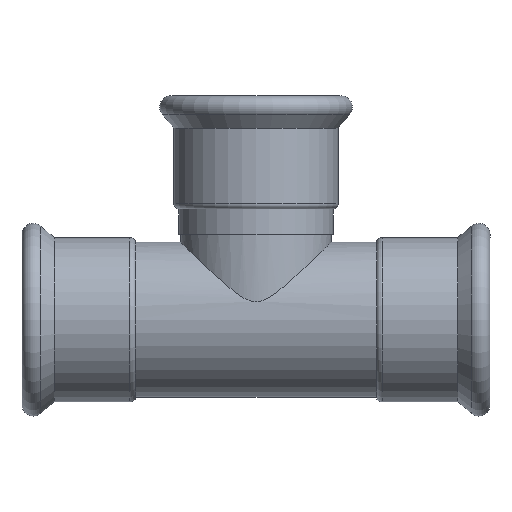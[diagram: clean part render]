
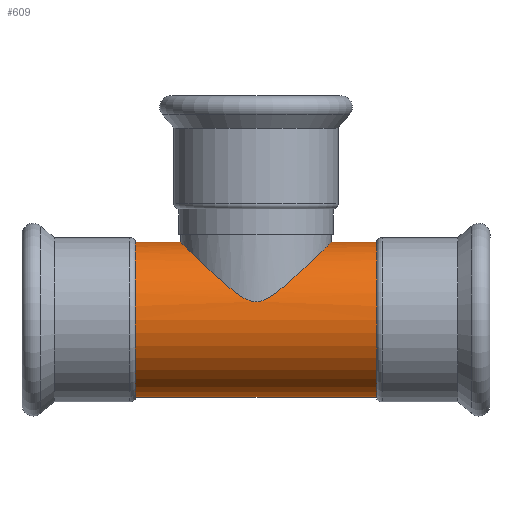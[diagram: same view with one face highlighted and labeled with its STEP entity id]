
A CAD part, front view. The second image highlights one B-rep face of the part: STEP entity #609.
In plain terms, the highlighted cylindrical face has radius 38.05 mm (diameter 76.1 mm), a full revolution.
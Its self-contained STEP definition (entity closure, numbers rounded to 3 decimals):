
#123=FACE_BOUND($,#216,.T.);
#124=FACE_BOUND($,#217,.T.);
#125=FACE_BOUND($,#218,.T.);
#170=B_SPLINE_CURVE_WITH_KNOTS($,3,(#1070,#1071,#1072,#1073,#1074,#1075,
#1076,#1077,#1078,#1079,#1080,#1081,#1082,#1083,#1084,#1085,#1086,#1087,
#1088,#1089,#1090,#1091,#1092,#1093,#1094,#1095,#1096,#1097,#1098,#1099,
#1100,#1101,#1102,#1103,#1104,#1105,#1106,#1107,#1108,#1109,#1110,#1111,
#1112,#1113,#1114,#1115,#1116,#1117,#1118,#1119,#1120,#1121,#1122,#1123,
#1124,#1125,#1126,#1127,#1128,#1129,#1130,#1131,#1132,#1133,#1134,#1135,
#1136,#1137,#1138,#1139,#1140,#1141,#1142,#1143,#1144,#1145,#1146,#1147,
#1148,#1149,#1150,#1151,#1152,#1153,#1154,#1155,#1156,#1157,#1158,#1159),
 .UNSPECIFIED.,.T.,.F.,(4,2,2,2,2,2,2,2,2,2,2,2,2,2,2,2,2,2,2,2,2,2,2,2,
2,2,2,2,2,2,2,2,2,2,2,2,2,2,2,2,2,2,2,2,4),(0.,0.226,0.452,
0.903,1.355,1.807,2.71,3.613,
4.374,5.134,5.895,6.655,7.415,
8.176,8.936,9.697,10.6,11.503,
11.955,12.407,12.858,13.084,13.31,
13.536,13.762,14.213,14.665,15.117,
16.02,16.923,17.684,18.444,19.205,
19.965,20.725,21.486,22.246,23.007,
23.91,24.813,25.265,25.717,26.168,
26.394,26.62),.UNSPECIFIED.);
#216=EDGE_LOOP($,(#469));
#217=EDGE_LOOP($,(#470));
#218=EDGE_LOOP($,(#471));
#305=CIRCLE($,#666,38.05);
#306=CIRCLE($,#667,38.05);
#351=VERTEX_POINT($,#1069);
#352=VERTEX_POINT($,#1160);
#353=VERTEX_POINT($,#1162);
#406=EDGE_CURVE($,#351,#351,#170,.T.);
#407=EDGE_CURVE($,#352,#352,#305,.T.);
#408=EDGE_CURVE($,#353,#353,#306,.T.);
#469=ORIENTED_EDGE($,*,*,#406,.T.);
#470=ORIENTED_EDGE($,*,*,#407,.F.);
#471=ORIENTED_EDGE($,*,*,#408,.T.);
#594=CYLINDRICAL_SURFACE($,#665,38.05);
#609=ADVANCED_FACE($,(#123,#124,#125),#594,.T.);
#665=AXIS2_PLACEMENT_3D($,#1068,#769,#770);
#666=AXIS2_PLACEMENT_3D($,#1161,#771,#772);
#667=AXIS2_PLACEMENT_3D($,#1163,#773,#774);
#769=DIRECTION('center_axis',(1.,0.,0.));
#770=DIRECTION('ref_axis',(0.,1.,0.));
#771=DIRECTION('center_axis',(1.,0.,0.));
#772=DIRECTION('ref_axis',(0.,1.,0.));
#773=DIRECTION('center_axis',(1.,0.,0.));
#774=DIRECTION('ref_axis',(0.,1.,0.));
#1068=CARTESIAN_POINT('Origin',(0.,0.,0.));
#1069=CARTESIAN_POINT('',(0.,37.,8.877));
#1070=CARTESIAN_POINT('Ctrl Pts',(0.,37.,8.877));
#1071=CARTESIAN_POINT('Ctrl Pts',(0.753,37.,8.877));
#1072=CARTESIAN_POINT('Ctrl Pts',(1.452,36.977,8.972));
#1073=CARTESIAN_POINT('Ctrl Pts',(2.781,36.901,9.28));
#1074=CARTESIAN_POINT('Ctrl Pts',(3.411,36.848,9.494));
#1075=CARTESIAN_POINT('Ctrl Pts',(5.24,36.648,10.248));
#1076=CARTESIAN_POINT('Ctrl Pts',(6.379,36.464,10.898));
#1077=CARTESIAN_POINT('Ctrl Pts',(8.627,35.998,12.349));
#1078=CARTESIAN_POINT('Ctrl Pts',(9.726,35.717,13.15));
#1079=CARTESIAN_POINT('Ctrl Pts',(11.91,35.049,14.838));
#1080=CARTESIAN_POINT('Ctrl Pts',(12.995,34.663,15.727));
#1081=CARTESIAN_POINT('Ctrl Pts',(16.244,33.326,18.476));
#1082=CARTESIAN_POINT('Ctrl Pts',(18.378,32.206,20.394));
#1083=CARTESIAN_POINT('Ctrl Pts',(22.454,29.509,24.131));
#1084=CARTESIAN_POINT('Ctrl Pts',(24.394,27.932,25.953));
#1085=CARTESIAN_POINT('Ctrl Pts',(27.652,24.674,29.038));
#1086=CARTESIAN_POINT('Ctrl Pts',(29.108,22.96,30.429));
#1087=CARTESIAN_POINT('Ctrl Pts',(31.756,19.13,32.972));
#1088=CARTESIAN_POINT('Ctrl Pts',(32.949,17.014,34.123));
#1089=CARTESIAN_POINT('Ctrl Pts',(34.916,12.488,36.026));
#1090=CARTESIAN_POINT('Ctrl Pts',(35.693,10.072,36.781));
#1091=CARTESIAN_POINT('Ctrl Pts',(36.736,5.095,37.793));
#1092=CARTESIAN_POINT('Ctrl Pts',(37.,2.535,38.05));
#1093=CARTESIAN_POINT('Ctrl Pts',(37.,-2.535,38.05));
#1094=CARTESIAN_POINT('Ctrl Pts',(36.736,-5.095,37.793));
#1095=CARTESIAN_POINT('Ctrl Pts',(35.693,-10.072,36.781));
#1096=CARTESIAN_POINT('Ctrl Pts',(34.916,-12.488,36.026));
#1097=CARTESIAN_POINT('Ctrl Pts',(32.949,-17.014,34.123));
#1098=CARTESIAN_POINT('Ctrl Pts',(31.756,-19.13,32.972));
#1099=CARTESIAN_POINT('Ctrl Pts',(29.108,-22.96,30.429));
#1100=CARTESIAN_POINT('Ctrl Pts',(27.652,-24.674,29.038));
#1101=CARTESIAN_POINT('Ctrl Pts',(24.394,-27.932,25.953));
#1102=CARTESIAN_POINT('Ctrl Pts',(22.454,-29.509,24.131));
#1103=CARTESIAN_POINT('Ctrl Pts',(18.378,-32.206,20.394));
#1104=CARTESIAN_POINT('Ctrl Pts',(16.244,-33.326,18.476));
#1105=CARTESIAN_POINT('Ctrl Pts',(12.995,-34.663,15.727));
#1106=CARTESIAN_POINT('Ctrl Pts',(11.91,-35.049,14.838));
#1107=CARTESIAN_POINT('Ctrl Pts',(9.726,-35.717,13.15));
#1108=CARTESIAN_POINT('Ctrl Pts',(8.627,-35.998,12.349));
#1109=CARTESIAN_POINT('Ctrl Pts',(6.379,-36.464,10.898));
#1110=CARTESIAN_POINT('Ctrl Pts',(5.24,-36.648,10.248));
#1111=CARTESIAN_POINT('Ctrl Pts',(3.411,-36.848,9.494));
#1112=CARTESIAN_POINT('Ctrl Pts',(2.781,-36.901,9.28));
#1113=CARTESIAN_POINT('Ctrl Pts',(1.452,-36.977,8.972));
#1114=CARTESIAN_POINT('Ctrl Pts',(0.753,-37.,8.877));
#1115=CARTESIAN_POINT('Ctrl Pts',(-0.753,-37.,8.877));
#1116=CARTESIAN_POINT('Ctrl Pts',(-1.452,-36.977,8.972));
#1117=CARTESIAN_POINT('Ctrl Pts',(-2.781,-36.901,9.28));
#1118=CARTESIAN_POINT('Ctrl Pts',(-3.411,-36.848,9.494));
#1119=CARTESIAN_POINT('Ctrl Pts',(-5.24,-36.648,10.248));
#1120=CARTESIAN_POINT('Ctrl Pts',(-6.379,-36.464,10.898));
#1121=CARTESIAN_POINT('Ctrl Pts',(-8.627,-35.998,12.349));
#1122=CARTESIAN_POINT('Ctrl Pts',(-9.726,-35.717,13.15));
#1123=CARTESIAN_POINT('Ctrl Pts',(-11.91,-35.049,14.838));
#1124=CARTESIAN_POINT('Ctrl Pts',(-12.995,-34.663,15.727));
#1125=CARTESIAN_POINT('Ctrl Pts',(-16.244,-33.326,18.476));
#1126=CARTESIAN_POINT('Ctrl Pts',(-18.378,-32.206,20.394));
#1127=CARTESIAN_POINT('Ctrl Pts',(-22.454,-29.509,24.131));
#1128=CARTESIAN_POINT('Ctrl Pts',(-24.394,-27.932,25.953));
#1129=CARTESIAN_POINT('Ctrl Pts',(-27.652,-24.674,29.038));
#1130=CARTESIAN_POINT('Ctrl Pts',(-29.108,-22.96,30.429));
#1131=CARTESIAN_POINT('Ctrl Pts',(-31.756,-19.13,32.972));
#1132=CARTESIAN_POINT('Ctrl Pts',(-32.949,-17.014,34.123));
#1133=CARTESIAN_POINT('Ctrl Pts',(-34.916,-12.488,36.026));
#1134=CARTESIAN_POINT('Ctrl Pts',(-35.693,-10.072,36.781));
#1135=CARTESIAN_POINT('Ctrl Pts',(-36.736,-5.095,37.793));
#1136=CARTESIAN_POINT('Ctrl Pts',(-37.,-2.535,38.05));
#1137=CARTESIAN_POINT('Ctrl Pts',(-37.,2.535,38.05));
#1138=CARTESIAN_POINT('Ctrl Pts',(-36.736,5.095,37.793));
#1139=CARTESIAN_POINT('Ctrl Pts',(-35.693,10.072,36.781));
#1140=CARTESIAN_POINT('Ctrl Pts',(-34.916,12.488,36.026));
#1141=CARTESIAN_POINT('Ctrl Pts',(-32.949,17.014,34.123));
#1142=CARTESIAN_POINT('Ctrl Pts',(-31.756,19.13,32.972));
#1143=CARTESIAN_POINT('Ctrl Pts',(-29.108,22.96,30.429));
#1144=CARTESIAN_POINT('Ctrl Pts',(-27.652,24.674,29.038));
#1145=CARTESIAN_POINT('Ctrl Pts',(-24.394,27.932,25.953));
#1146=CARTESIAN_POINT('Ctrl Pts',(-22.454,29.509,24.131));
#1147=CARTESIAN_POINT('Ctrl Pts',(-18.378,32.206,20.394));
#1148=CARTESIAN_POINT('Ctrl Pts',(-16.244,33.326,18.476));
#1149=CARTESIAN_POINT('Ctrl Pts',(-12.995,34.663,15.727));
#1150=CARTESIAN_POINT('Ctrl Pts',(-11.91,35.049,14.838));
#1151=CARTESIAN_POINT('Ctrl Pts',(-9.726,35.717,13.15));
#1152=CARTESIAN_POINT('Ctrl Pts',(-8.627,35.998,12.349));
#1153=CARTESIAN_POINT('Ctrl Pts',(-6.379,36.464,10.898));
#1154=CARTESIAN_POINT('Ctrl Pts',(-5.24,36.648,10.248));
#1155=CARTESIAN_POINT('Ctrl Pts',(-3.411,36.848,9.494));
#1156=CARTESIAN_POINT('Ctrl Pts',(-2.781,36.901,9.28));
#1157=CARTESIAN_POINT('Ctrl Pts',(-1.452,36.977,8.972));
#1158=CARTESIAN_POINT('Ctrl Pts',(-0.753,37.,8.877));
#1159=CARTESIAN_POINT('Ctrl Pts',(0.,37.,8.877));
#1160=CARTESIAN_POINT('',(62.,38.05,0.));
#1161=CARTESIAN_POINT('Origin',(62.,0.,0.));
#1162=CARTESIAN_POINT('',(-62.,38.05,0.));
#1163=CARTESIAN_POINT('Origin',(-62.,0.,0.));
